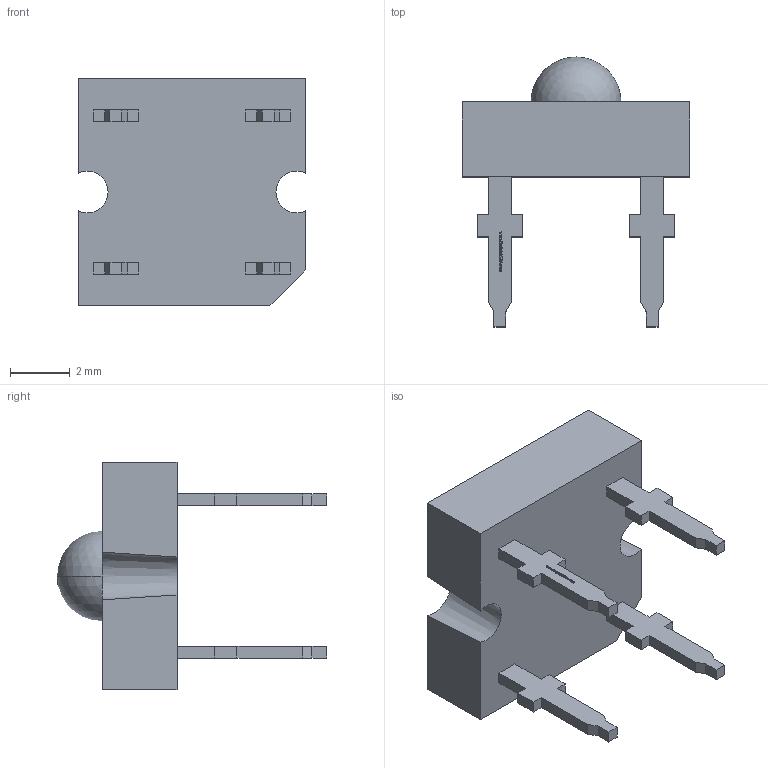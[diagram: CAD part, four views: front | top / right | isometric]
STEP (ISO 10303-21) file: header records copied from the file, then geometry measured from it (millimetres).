
FILE_DESCRIPTION (( 'STEP AP214' ), '1' );
FILE_NAME ('7676C.STEP', '2008-08-29T17:02:55', ( '' ), ( '' ), 'SwSTEP 2.0', 'SolidWorks 2008', '' );
FILE_SCHEMA (( 'AUTOMOTIVE_DESIGN' ));
Length unit declared in the file: millimetre
Products named in the file (1): 7676C
Bounding box: 7.6 x 9 x 7.6 mm (x, y, z)
Volume: 149.2 mm3; surface area: 248.6 mm2
Topology: 1 solids, 1 shells, 365 faces, 995 edges, 663 vertices
Faces by surface type: plane 244, bspline 116, cone 3, sphere 2
Entity records: 20917 total; most frequent: CARTESIAN_POINT 8454, ORIENTED_EDGE 1982, DIRECTION 1265, EDGE_CURVE 991, VECTOR 745, LINE 745, VERTEX_POINT 661, EDGE_LOOP 398
